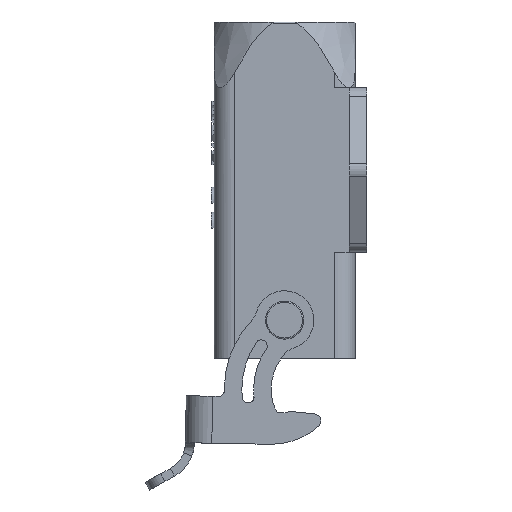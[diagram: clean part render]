
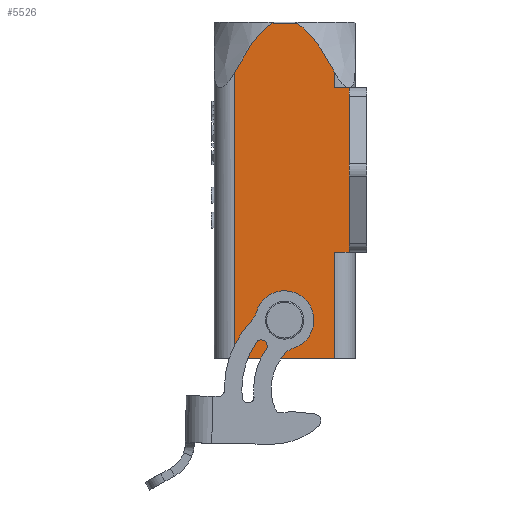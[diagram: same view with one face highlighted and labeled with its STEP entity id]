
A CAD part, left-side view. The second image highlights one B-rep face of the part: STEP entity #5526.
In plain terms, the highlighted planar face has unit normal (-1, 0, 0).
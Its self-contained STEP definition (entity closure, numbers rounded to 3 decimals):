
#943=CARTESIAN_POINT('',(-12.,14.,-25.6));
#944=DIRECTION('',(1.,0.,0.));
#945=DIRECTION('',(0.,0.,-1.));
#946=AXIS2_PLACEMENT_3D('',#943,#944,#945);
#948=CARTESIAN_POINT('',(-12.,14.,-25.6));
#949=DIRECTION('',(1.,0.,0.));
#950=DIRECTION('',(0.,0.,1.));
#951=AXIS2_PLACEMENT_3D('',#948,#949,#950);
#953=DIRECTION('',(0.,-1.,0.));
#954=VECTOR('',#953,3.946);
#955=CARTESIAN_POINT('',(-12.,15.973,25.));
#956=LINE('',#955,#954);
#993=CARTESIAN_POINT('',(-12.,12.027,25.));
#994=CARTESIAN_POINT('',(-12.,11.717,24.835));
#995=CARTESIAN_POINT('',(-12.,11.099,24.432));
#996=CARTESIAN_POINT('',(-12.,10.163,23.603));
#997=CARTESIAN_POINT('',(-12.,9.236,22.576));
#998=CARTESIAN_POINT('',(-12.,8.299,21.348));
#999=CARTESIAN_POINT('',(-12.,7.374,19.963));
#1000=CARTESIAN_POINT('',(-12.,6.444,18.411));
#1001=CARTESIAN_POINT('',(-12.,5.816,17.268));
#1002=CARTESIAN_POINT('',(-12.,5.5,16.67));
#1246=CARTESIAN_POINT('',(-12.,22.5,16.67));
#1247=CARTESIAN_POINT('',(-12.,22.184,17.267));
#1248=CARTESIAN_POINT('',(-12.,21.557,18.409));
#1249=CARTESIAN_POINT('',(-12.,20.627,19.96));
#1250=CARTESIAN_POINT('',(-12.,19.704,21.343));
#1251=CARTESIAN_POINT('',(-12.,18.768,22.572));
#1252=CARTESIAN_POINT('',(-12.,17.831,23.608));
#1253=CARTESIAN_POINT('',(-12.,16.903,24.43));
#1254=CARTESIAN_POINT('',(-12.,16.283,24.835));
#1255=CARTESIAN_POINT('',(-12.,15.973,25.));
#1280=DIRECTION('',(0.,0.,1.));
#1281=VECTOR('',#1280,48.77);
#1282=CARTESIAN_POINT('',(-12.,22.5,-32.1));
#1283=LINE('',#1282,#1281);
#1315=DIRECTION('',(0.,1.,0.));
#1316=VECTOR('',#1315,17.);
#1317=CARTESIAN_POINT('',(-12.,5.5,-32.1));
#1318=LINE('',#1317,#1316);
#1474=DIRECTION('',(0.,-1.,0.));
#1475=VECTOR('',#1474,2.5);
#1476=CARTESIAN_POINT('',(-12.,5.5,14.));
#1477=LINE('',#1476,#1475);
#1553=DIRECTION('',(0.,1.,0.));
#1554=VECTOR('',#1553,2.5);
#1555=CARTESIAN_POINT('',(-12.,3.,-14.));
#1556=LINE('',#1555,#1554);
#1557=DIRECTION('',(0.,0.,-1.));
#1558=VECTOR('',#1557,28.);
#1559=CARTESIAN_POINT('',(-12.,3.,14.));
#1560=LINE('',#1559,#1558);
#1856=DIRECTION('',(0.,0.,-1.));
#1857=VECTOR('',#1856,18.1);
#1858=CARTESIAN_POINT('',(-12.,5.5,-14.));
#1859=LINE('',#1858,#1857);
#1875=DIRECTION('',(0.,0.,-1.));
#1876=VECTOR('',#1875,2.67);
#1877=CARTESIAN_POINT('',(-12.,5.5,16.67));
#1878=LINE('',#1877,#1876);
#4004=CARTESIAN_POINT('',(-12.,14.,-23.25));
#4005=VERTEX_POINT('',#4004);
#4006=CARTESIAN_POINT('',(-12.,14.,-27.95));
#4007=VERTEX_POINT('',#4006);
#4027=CARTESIAN_POINT('',(-12.,5.5,-32.1));
#4028=CARTESIAN_POINT('',(-12.,22.5,-32.1));
#4029=VERTEX_POINT('',#4027);
#4030=VERTEX_POINT('',#4028);
#4031=CARTESIAN_POINT('',(-12.,5.5,16.67));
#4032=CARTESIAN_POINT('',(-12.,5.5,14.));
#4033=VERTEX_POINT('',#4031);
#4034=VERTEX_POINT('',#4032);
#4035=CARTESIAN_POINT('',(-12.,3.,-14.));
#4036=CARTESIAN_POINT('',(-12.,5.5,-14.));
#4037=VERTEX_POINT('',#4035);
#4038=VERTEX_POINT('',#4036);
#4039=CARTESIAN_POINT('',(-12.,3.,14.));
#4040=VERTEX_POINT('',#4039);
#4046=VERTEX_POINT('',#993);
#4051=CARTESIAN_POINT('',(-12.,15.973,25.));
#4052=VERTEX_POINT('',#4051);
#4053=VERTEX_POINT('',#1246);
#5494=CARTESIAN_POINT('',(-12.,2.,-32.1));
#5495=DIRECTION('',(-1.,0.,0.));
#5496=DIRECTION('',(0.,0.,1.));
#5497=AXIS2_PLACEMENT_3D('',#5494,#5495,#5496);
#5498=PLANE('',#5497);
#5500=ORIENTED_EDGE('',*,*,#5499,.T.);
#5502=ORIENTED_EDGE('',*,*,#5501,.T.);
#5504=ORIENTED_EDGE('',*,*,#5503,.T.);
#5506=ORIENTED_EDGE('',*,*,#5505,.T.);
#5508=ORIENTED_EDGE('',*,*,#5507,.T.);
#5510=ORIENTED_EDGE('',*,*,#5509,.T.);
#5512=ORIENTED_EDGE('',*,*,#5511,.T.);
#5514=ORIENTED_EDGE('',*,*,#5513,.T.);
#5516=ORIENTED_EDGE('',*,*,#5515,.T.);
#5518=ORIENTED_EDGE('',*,*,#5517,.T.);
#5519=EDGE_LOOP('',(#5500,#5502,#5504,#5506,#5508,#5510,#5512,#5514,#5516,
#5518));
#5520=FACE_OUTER_BOUND('',#5519,.F.);
#5521=ORIENTED_EDGE('',*,*,#5484,.F.);
#5523=ORIENTED_EDGE('',*,*,#5522,.F.);
#5524=EDGE_LOOP('',(#5521,#5523));
#5525=FACE_BOUND('',#5524,.F.);
#5526=ADVANCED_FACE('',(#5520,#5525),#5498,.T.);
#947=CIRCLE('',#946,2.35);
#952=CIRCLE('',#951,2.35);
#1003=B_SPLINE_CURVE_WITH_KNOTS('',3,(#993,#994,#995,#996,#997,#998,#999,#1000,
#1001,#1002),.UNSPECIFIED.,.F.,.F.,(4,1,1,1,1,1,1,4),(0.,0.143,
0.286,0.429,0.571,0.714,
0.857,1.),.UNSPECIFIED.);
#1256=B_SPLINE_CURVE_WITH_KNOTS('',3,(#1246,#1247,#1248,#1249,#1250,#1251,#1252,
#1253,#1254,#1255),.UNSPECIFIED.,.F.,.F.,(4,1,1,1,1,1,1,4),(0.,
0.143,0.286,0.429,0.571,
0.714,0.857,1.),.UNSPECIFIED.);
#5484=EDGE_CURVE('',#4007,#4005,#947,.T.);
#5499=EDGE_CURVE('',#4052,#4046,#956,.T.);
#5501=EDGE_CURVE('',#4046,#4033,#1003,.T.);
#5503=EDGE_CURVE('',#4033,#4034,#1878,.T.);
#5505=EDGE_CURVE('',#4034,#4040,#1477,.T.);
#5507=EDGE_CURVE('',#4040,#4037,#1560,.T.);
#5509=EDGE_CURVE('',#4037,#4038,#1556,.T.);
#5511=EDGE_CURVE('',#4038,#4029,#1859,.T.);
#5513=EDGE_CURVE('',#4029,#4030,#1318,.T.);
#5515=EDGE_CURVE('',#4030,#4053,#1283,.T.);
#5517=EDGE_CURVE('',#4053,#4052,#1256,.T.);
#5522=EDGE_CURVE('',#4005,#4007,#952,.T.);
